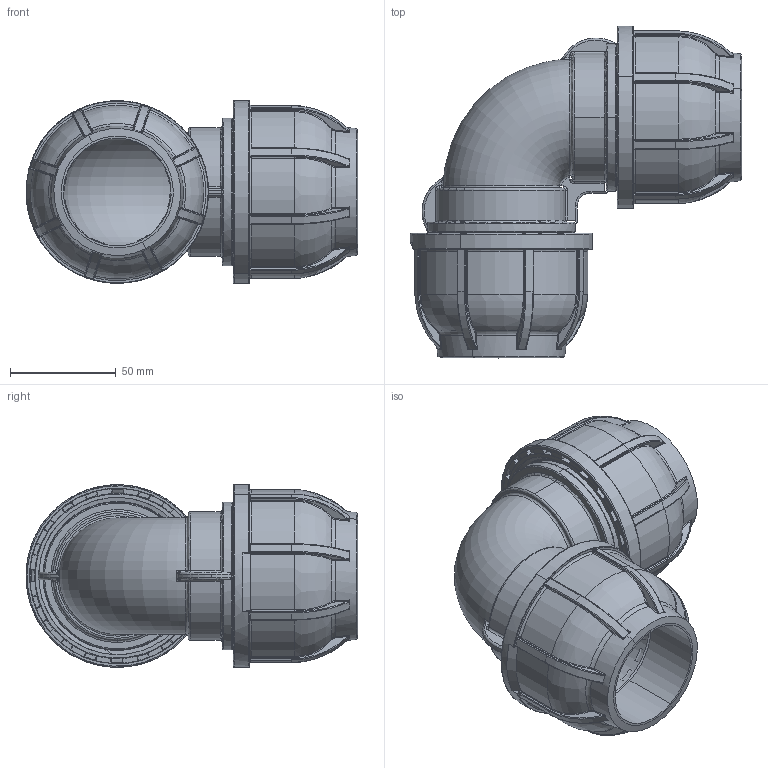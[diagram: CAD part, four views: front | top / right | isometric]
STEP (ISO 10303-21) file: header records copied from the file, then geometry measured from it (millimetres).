
FILE_DESCRIPTION (( 'STEP AP203' ), '1' );
FILE_NAME ('R213.050.050.step', '2013-11-19T09:22:00', ( 'Alusic' ), ( 'Alusic' ), 'SwSTEP 2.0', 'SolidWorks 2011', '' );
FILE_SCHEMA (( 'CONFIG_CONTROL_DESIGN' ));
Length unit declared in the file: millimetre
Products named in the file (1): R213.050.050
Bounding box: 157.13 x 157.18 x 86.47 mm (x, y, z)
Surface area: 103595.5 mm2 (no closed solid volume)
Topology: 0 solids, 52 shells, 1004 faces, 3314 edges, 2225 vertices
Faces by surface type: cylinder 277, plane 245, bspline 244, torus 211, cone 22, sphere 5
Entity records: 50627 total; most frequent: CARTESIAN_POINT 25306, ORIENTED_EDGE 5055, DIRECTION 4886, EDGE_CURVE 3288, VERTEX_POINT 2225, AXIS2_PLACEMENT_3D 2040, CIRCLE 1279, B_SPLINE_CURVE_WITH_KNOTS 1015
